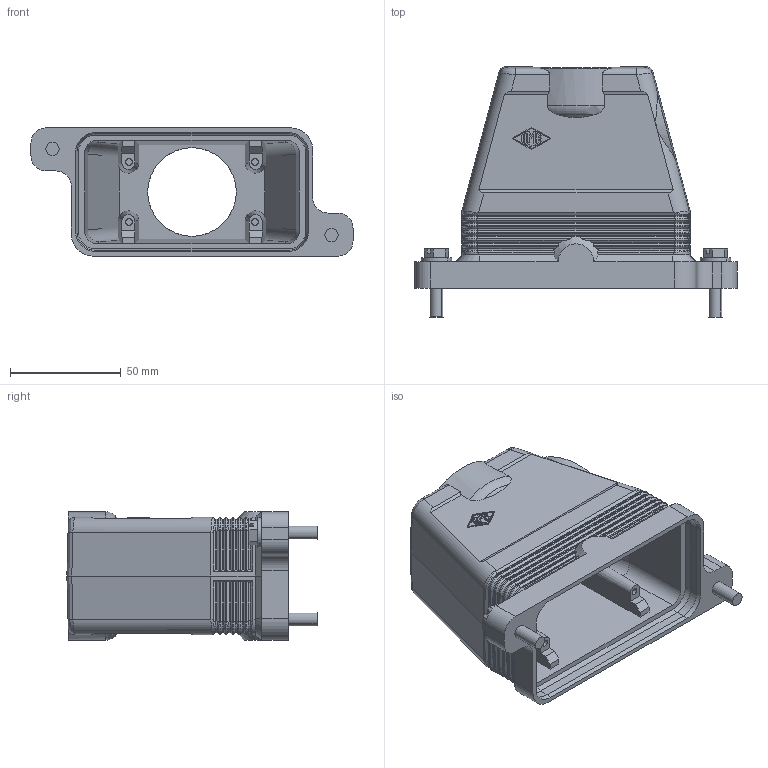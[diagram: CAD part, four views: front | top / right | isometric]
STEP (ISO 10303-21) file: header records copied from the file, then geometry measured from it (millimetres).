
FILE_DESCRIPTION(('Creo Elements/Direct Modeling STEP Export'),'2;1');
FILE_NAME('0ln7tug4eb6aaqc3732','2017-12-22T12:41:22',(''),(''),'PTC Creo Elements/Direct Modeling STEP processor for AP214 (Solid Model)','PTC Creo Elements/Direct Modeling 19.0E 27-Jun-2016 (C) Parametric Technology GmbH','');
FILE_SCHEMA(('AUTOMOTIVE_DESIGN { 1 0 10303 214 1 1 1 1 }'));
Products named in the file (1): MGVE_10.40
Bounding box: 145.5 x 113 x 58 mm (x, y, z)
Volume: 146998.8 mm3; surface area: 69318.8 mm2
Topology: 1 solids, 1 shells, 527 faces, 1300 edges, 792 vertices
Faces by surface type: plane 254, cylinder 121, extrusion 74, bspline 56, cone 20, torus 2
Entity records: 38574 total; most frequent: CARTESIAN_POINT 23196, ORIENTED_EDGE 2600, DIRECTION 2046, EDGE_CURVE 1300, VECTOR 846, VERTEX_POINT 792, LINE 770, AXIS2_PLACEMENT_3D 600
